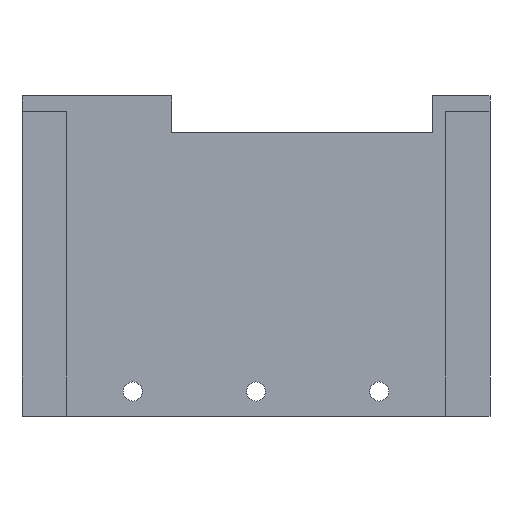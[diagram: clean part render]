
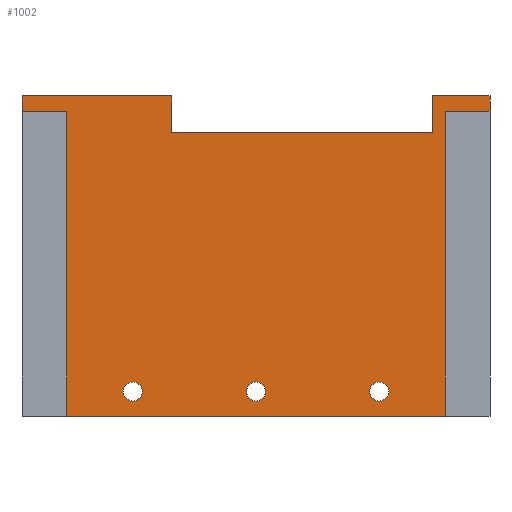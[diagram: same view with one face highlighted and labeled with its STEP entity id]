
A CAD part, front view. The second image highlights one B-rep face of the part: STEP entity #1002.
In plain terms, the highlighted planar face has unit normal (0, -1, 0).
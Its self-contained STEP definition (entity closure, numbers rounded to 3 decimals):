
#28=FACE_BOUND('',#178,.T.);
#29=FACE_BOUND('',#179,.T.);
#30=FACE_BOUND('',#180,.T.);
#70=PLANE('',#1086);
#117=FACE_OUTER_BOUND('',#177,.T.);
#177=EDGE_LOOP('',(#914,#915,#916,#917,#918,#919,#920,#921,#922,#923,#924,
#925));
#178=EDGE_LOOP('',(#926));
#179=EDGE_LOOP('',(#927));
#180=EDGE_LOOP('',(#928));
#201=LINE('',#1398,#316);
#237=LINE('',#1476,#352);
#242=LINE('',#1485,#357);
#258=LINE('',#1519,#373);
#262=LINE('',#1527,#377);
#265=LINE('',#1535,#380);
#268=LINE('',#1546,#383);
#271=LINE('',#1550,#386);
#284=LINE('',#1574,#399);
#293=LINE('',#1598,#408);
#298=LINE('',#1608,#413);
#303=LINE('',#1619,#418);
#316=VECTOR('',#1141,10.);
#352=VECTOR('',#1197,10.);
#357=VECTOR('',#1204,10.);
#373=VECTOR('',#1236,10.);
#377=VECTOR('',#1244,10.);
#380=VECTOR('',#1251,10.);
#383=VECTOR('',#1264,10.);
#386=VECTOR('',#1269,10.);
#399=VECTOR('',#1292,10.);
#408=VECTOR('',#1315,10.);
#413=VECTOR('',#1324,10.);
#418=VECTOR('',#1339,10.);
#422=CIRCLE('',#1024,1.55);
#426=CIRCLE('',#1030,1.55);
#430=CIRCLE('',#1036,1.55);
#445=VERTEX_POINT('',#1356);
#449=VERTEX_POINT('',#1368);
#453=VERTEX_POINT('',#1380);
#460=VERTEX_POINT('',#1395);
#461=VERTEX_POINT('',#1397);
#491=VERTEX_POINT('',#1472);
#493=VERTEX_POINT('',#1475);
#496=VERTEX_POINT('',#1483);
#506=VERTEX_POINT('',#1517);
#508=VERTEX_POINT('',#1525);
#511=VERTEX_POINT('',#1533);
#514=VERTEX_POINT('',#1545);
#520=VERTEX_POINT('',#1572);
#528=VERTEX_POINT('',#1597);
#531=VERTEX_POINT('',#1607);
#538=EDGE_CURVE('',#445,#445,#422,.T.);
#544=EDGE_CURVE('',#449,#449,#426,.T.);
#550=EDGE_CURVE('',#453,#453,#430,.T.);
#557=EDGE_CURVE('',#460,#461,#201,.T.);
#596=EDGE_CURVE('',#491,#493,#237,.T.);
#601=EDGE_CURVE('',#496,#491,#242,.T.);
#618=EDGE_CURVE('',#460,#506,#258,.T.);
#622=EDGE_CURVE('',#506,#508,#262,.T.);
#626=EDGE_CURVE('',#511,#508,#265,.T.);
#631=EDGE_CURVE('',#514,#493,#268,.F.);
#634=EDGE_CURVE('',#511,#514,#271,.T.);
#647=EDGE_CURVE('',#496,#520,#284,.T.);
#659=EDGE_CURVE('',#528,#461,#293,.T.);
#664=EDGE_CURVE('',#531,#528,#298,.T.);
#670=EDGE_CURVE('',#520,#531,#303,.T.);
#914=ORIENTED_EDGE('',*,*,#659,.T.);
#915=ORIENTED_EDGE('',*,*,#557,.F.);
#916=ORIENTED_EDGE('',*,*,#618,.T.);
#917=ORIENTED_EDGE('',*,*,#622,.T.);
#918=ORIENTED_EDGE('',*,*,#626,.F.);
#919=ORIENTED_EDGE('',*,*,#634,.T.);
#920=ORIENTED_EDGE('',*,*,#631,.T.);
#921=ORIENTED_EDGE('',*,*,#596,.F.);
#922=ORIENTED_EDGE('',*,*,#601,.F.);
#923=ORIENTED_EDGE('',*,*,#647,.T.);
#924=ORIENTED_EDGE('',*,*,#670,.T.);
#925=ORIENTED_EDGE('',*,*,#664,.T.);
#926=ORIENTED_EDGE('',*,*,#538,.T.);
#927=ORIENTED_EDGE('',*,*,#544,.T.);
#928=ORIENTED_EDGE('',*,*,#550,.T.);
#1002=ADVANCED_FACE('',(#117,#28,#29,#30),#70,.T.);
#1024=AXIS2_PLACEMENT_3D('',#1358,#1103,#1104);
#1030=AXIS2_PLACEMENT_3D('',#1370,#1117,#1118);
#1036=AXIS2_PLACEMENT_3D('',#1382,#1131,#1132);
#1086=AXIS2_PLACEMENT_3D('',#1620,#1340,#1341);
#1103=DIRECTION('center_axis',(0.,1.,0.));
#1104=DIRECTION('ref_axis',(-1.,0.,0.));
#1117=DIRECTION('center_axis',(0.,1.,0.));
#1118=DIRECTION('ref_axis',(-1.,0.,0.));
#1131=DIRECTION('center_axis',(0.,1.,0.));
#1132=DIRECTION('ref_axis',(-1.,0.,0.));
#1141=DIRECTION('',(-1.,0.,0.));
#1197=DIRECTION('',(1.,0.,0.));
#1204=DIRECTION('',(0.,0.,-1.));
#1236=DIRECTION('',(0.,0.,1.));
#1244=DIRECTION('',(1.,0.,0.));
#1251=DIRECTION('',(0.,0.,-1.));
#1264=DIRECTION('',(0.,0.,1.));
#1269=DIRECTION('',(-1.,0.,0.));
#1292=DIRECTION('',(-1.,0.,0.));
#1315=DIRECTION('',(0.,0.,-1.));
#1324=DIRECTION('',(1.,0.,0.));
#1339=DIRECTION('',(0.,0.,-1.));
#1340=DIRECTION('center_axis',(0.,-1.,0.));
#1341=DIRECTION('ref_axis',(-1.,0.,0.));
#1356=CARTESIAN_POINT('',(-24.45,-19.,-49.));
#1358=CARTESIAN_POINT('Origin',(-26.,-19.,-49.));
#1368=CARTESIAN_POINT('',(-4.45,-19.,-49.));
#1370=CARTESIAN_POINT('Origin',(-6.,-19.,-49.));
#1380=CARTESIAN_POINT('',(15.55,-19.,-49.));
#1382=CARTESIAN_POINT('Origin',(14.,-19.,-49.));
#1395=CARTESIAN_POINT('',(24.7,-19.,-53.));
#1397=CARTESIAN_POINT('',(-36.7,-19.,-53.));
#1398=CARTESIAN_POINT('',(24.7,-19.,-53.));
#1472=CARTESIAN_POINT('',(-19.7,-19.,-7.));
#1475=CARTESIAN_POINT('',(22.7,-19.,-7.));
#1476=CARTESIAN_POINT('',(24.7,-19.,-7.));
#1483=CARTESIAN_POINT('',(-19.7,-19.,-1.));
#1485=CARTESIAN_POINT('',(-19.7,-19.,-1.));
#1517=CARTESIAN_POINT('',(24.7,-19.,-3.5));
#1519=CARTESIAN_POINT('',(24.7,-19.,-9.75));
#1525=CARTESIAN_POINT('',(32.,-19.,-3.5));
#1527=CARTESIAN_POINT('',(30.175,-19.,-3.5));
#1533=CARTESIAN_POINT('',(32.,-19.,-1.));
#1535=CARTESIAN_POINT('',(32.,-19.,-1.));
#1545=CARTESIAN_POINT('',(22.7,-19.,-1.));
#1546=CARTESIAN_POINT('',(22.7,-19.,-1.));
#1550=CARTESIAN_POINT('',(32.,-19.,-1.));
#1572=CARTESIAN_POINT('',(-44.,-19.,-1.));
#1574=CARTESIAN_POINT('',(32.,-19.,-1.));
#1597=CARTESIAN_POINT('',(-36.7,-19.,-3.5));
#1598=CARTESIAN_POINT('',(-36.7,-19.,-9.75));
#1607=CARTESIAN_POINT('',(-44.,-19.,-3.5));
#1608=CARTESIAN_POINT('',(-29.925,-19.,-3.5));
#1619=CARTESIAN_POINT('',(-44.,-19.,-1.));
#1620=CARTESIAN_POINT('Origin',(-19.5,-19.,-1.));
